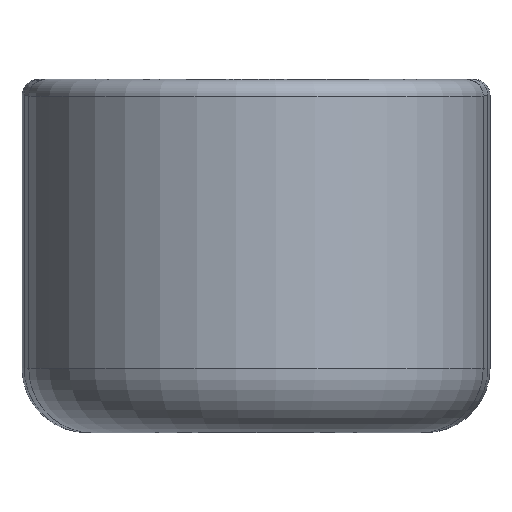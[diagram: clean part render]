
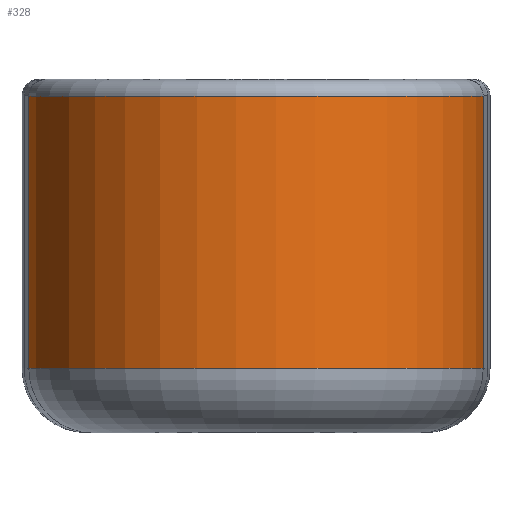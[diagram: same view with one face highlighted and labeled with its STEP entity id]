
A CAD part, front view. The second image highlights one B-rep face of the part: STEP entity #328.
In plain terms, the highlighted cylindrical face has radius 14.2 mm (diameter 28.4 mm), a partial arc.
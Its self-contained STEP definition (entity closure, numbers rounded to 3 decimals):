
#287=CARTESIAN_POINT('',(150.,-106.,21.));
#288=DIRECTION('',(0.,0.,-1.));
#289=DIRECTION('',(-1.,0.,0.));
#290=AXIS2_PLACEMENT_3D('',#287,#288,#289);
#291=CYLINDRICAL_SURFACE('',#290,14.2);
#292=CARTESIAN_POINT('',(135.856,-107.255,20.954));
#293=VERTEX_POINT('',#292);
#294=CARTESIAN_POINT('',(135.856,-107.255,4.));
#295=VERTEX_POINT('',#294);
#296=CARTESIAN_POINT('',(135.856,-107.255,20.954));
#297=DIRECTION('',(0.,0.,-1.));
#298=VECTOR('',#297,16.954);
#299=LINE('',#296,#298);
#300=EDGE_CURVE('',#293,#295,#299,.T.);
#301=ORIENTED_EDGE('',*,*,#300,.T.);
#302=CARTESIAN_POINT('',(164.144,-107.255,4.));
#303=VERTEX_POINT('',#302);
#304=CARTESIAN_POINT('',(150.,-106.,4.));
#305=DIRECTION('',(0.,0.,1.));
#306=DIRECTION('',(1.,0.,-0.));
#307=AXIS2_PLACEMENT_3D('',#304,#305,#306);
#308=CIRCLE('',#307,14.2);
#309=EDGE_CURVE('',#295,#303,#308,.T.);
#310=ORIENTED_EDGE('',*,*,#309,.T.);
#311=CARTESIAN_POINT('',(164.144,-107.255,20.954));
#312=VERTEX_POINT('',#311);
#313=CARTESIAN_POINT('',(164.144,-107.255,4.));
#314=DIRECTION('',(-0.,-0.,1.));
#315=VECTOR('',#314,16.954);
#316=LINE('',#313,#315);
#317=EDGE_CURVE('',#303,#312,#316,.T.);
#318=ORIENTED_EDGE('',*,*,#317,.T.);
#319=CARTESIAN_POINT('',(150.,-106.,20.954));
#320=DIRECTION('',(-0.,-0.,-1.));
#321=DIRECTION('',(1.,0.,-0.));
#322=AXIS2_PLACEMENT_3D('',#319,#320,#321);
#323=CIRCLE('',#322,14.2);
#324=EDGE_CURVE('',#312,#293,#323,.T.);
#325=ORIENTED_EDGE('',*,*,#324,.T.);
#326=EDGE_LOOP('',(#301,#310,#318,#325));
#327=FACE_BOUND('',#326,.T.);
#328=ADVANCED_FACE('',(#327),#291,.T.);
